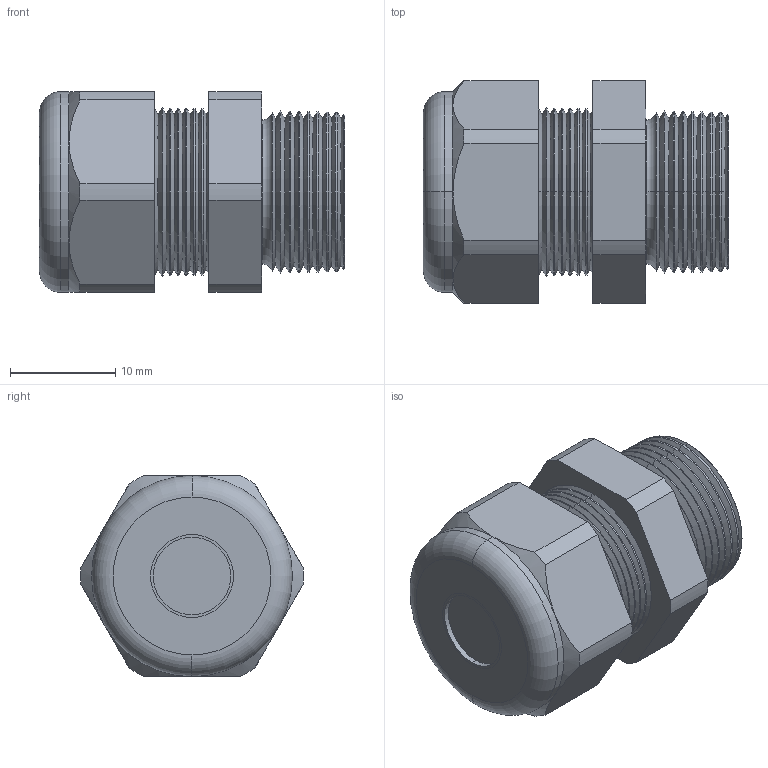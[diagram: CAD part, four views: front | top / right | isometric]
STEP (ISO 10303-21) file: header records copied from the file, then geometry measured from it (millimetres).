
FILE_DESCRIPTION (( 'STEP AP203' ), '1' );
FILE_NAME ('CD12MP-GY.STEP', '2009-01-06T10:21:20', ( 'BSI00' ), ( '' ), 'SwSTEP 2.0', 'SolidWorks 2007', '' );
FILE_SCHEMA (( 'CONFIG_CONTROL_DESIGN' ));
Length unit declared in the file: inch
Products named in the file (1): CD12MP-GY
Bounding box: 28.96 x 21.14 x 19.05 mm (x, y, z)
Volume: 5411.2 mm3; surface area: 3846.8 mm2
Topology: 2 solids, 2 shells, 144 faces, 306 edges, 170 vertices
Faces by surface type: cone 98, cylinder 20, plane 20, torus 6
Entity records: 3935 total; most frequent: DIRECTION 736, CARTESIAN_POINT 693, ORIENTED_EDGE 612, EDGE_CURVE 306, AXIS2_PLACEMENT_3D 297, VERTEX_POINT 170, CIRCLE 152, EDGE_LOOP 150
